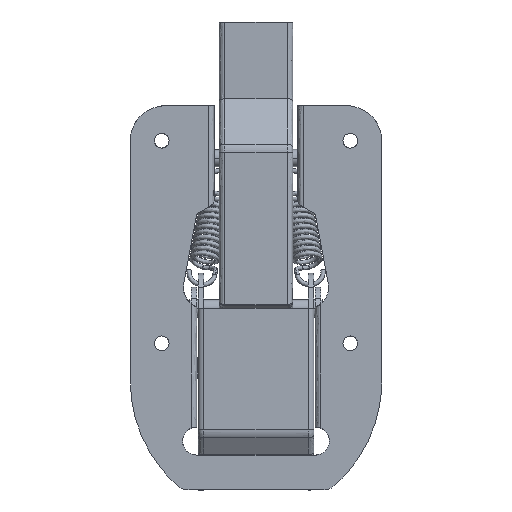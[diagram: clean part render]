
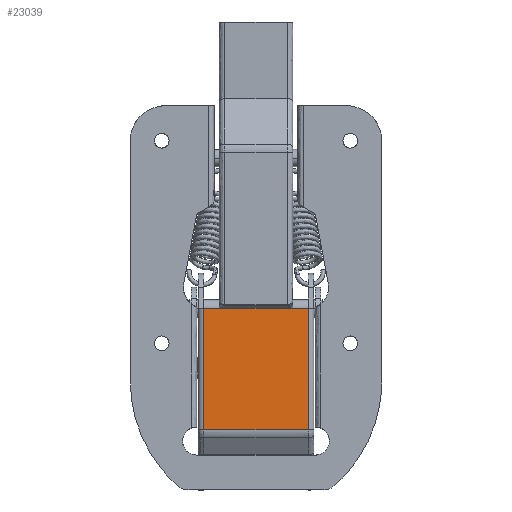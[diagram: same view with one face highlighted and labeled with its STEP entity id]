
A CAD part, front view. The second image highlights one B-rep face of the part: STEP entity #23039.
In plain terms, the highlighted free-form (B-spline) face has degree [1, 1] with [2, 2] control points.
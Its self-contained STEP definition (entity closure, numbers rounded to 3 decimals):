
#21980=CARTESIAN_POINT('',(21.,-1.,-41.394));
#21981=VERTEX_POINT('',#21980);
#22041=CARTESIAN_POINT('',(21.,-1.,-24.0));
#22042=VERTEX_POINT('',#22041);
#22058=CARTESIAN_POINT('',(21.,-1.,-41.394));
#22059=CARTESIAN_POINT('',(21.,-1.,-24.0));
#22060=QUASI_UNIFORM_CURVE('',1,(#22058,#22059),.UNSPECIFIED.,.F.,.U.);
#22061=EDGE_CURVE('',#21981,#22042,#22060,.T.);
#22088=CARTESIAN_POINT('',(6.,-1.,-41.394));
#22089=VERTEX_POINT('',#22088);
#22103=CARTESIAN_POINT('',(6.,-1.,-24.0));
#22104=VERTEX_POINT('',#22103);
#22105=CARTESIAN_POINT('',(6.,-1.,-24.0));
#22106=CARTESIAN_POINT('',(6.,-1.,-41.394));
#22107=QUASI_UNIFORM_CURVE('',1,(#22105,#22106),.UNSPECIFIED.,.F.,.U.);
#22108=EDGE_CURVE('',#22104,#22089,#22107,.T.);
#23020=CARTESIAN_POINT('',(5.251,-1.,-23.131));
#23021=CARTESIAN_POINT('',(5.251,-1.,-42.263));
#23022=CARTESIAN_POINT('',(21.749,-1.,-23.131));
#23023=CARTESIAN_POINT('',(21.749,-1.,-42.263));
#23024=B_SPLINE_SURFACE_WITH_KNOTS('',1,1,((#23020,#23022),(#23021,#23023)),.UNSPECIFIED.,.F.,.F.,.U.,(2,2),(2,2),(0.0,19.132),(0.0,16.499),.UNSPECIFIED.);
#23025=CARTESIAN_POINT('',(21.,-1.,-24.0));
#23026=CARTESIAN_POINT('',(6.,-1.,-24.0));
#23027=QUASI_UNIFORM_CURVE('',1,(#23025,#23026),.UNSPECIFIED.,.F.,.U.);
#23028=EDGE_CURVE('',#22042,#22104,#23027,.T.);
#23029=ORIENTED_EDGE('',*,*,#23028,.T.);
#23030=ORIENTED_EDGE('',*,*,#22108,.T.);
#23031=CARTESIAN_POINT('',(21.,-1.,-41.394));
#23032=CARTESIAN_POINT('',(6.,-1.,-41.394));
#23033=QUASI_UNIFORM_CURVE('',1,(#23031,#23032),.UNSPECIFIED.,.F.,.U.);
#23034=EDGE_CURVE('',#21981,#22089,#23033,.T.);
#23035=ORIENTED_EDGE('',*,*,#23034,.F.);
#23036=ORIENTED_EDGE('',*,*,#22061,.T.);
#23037=EDGE_LOOP('',(#23029,#23030,#23035,#23036));
#23038=FACE_OUTER_BOUND('',#23037,.T.);
#23039=ADVANCED_FACE('',(#23038),#23024,.T.);
